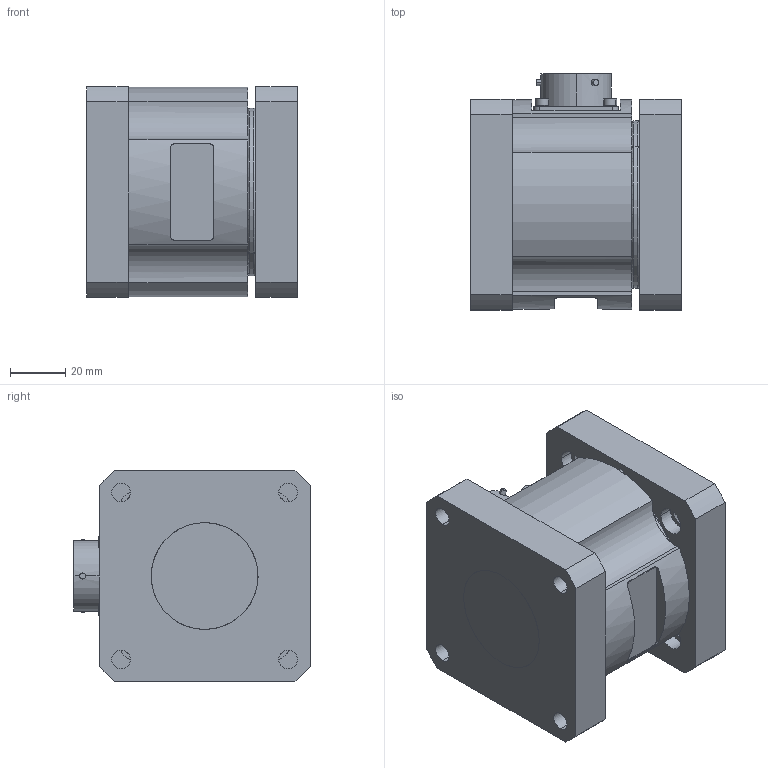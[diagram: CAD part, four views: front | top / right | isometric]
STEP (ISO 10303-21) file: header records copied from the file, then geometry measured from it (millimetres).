
FILE_DESCRIPTION (( 'STEP AP214' ), '1' );
FILE_NAME ('MC3A.STEP', '2011-01-21T18:04:51', ( ' ' ), ( ' ' ), 'SwSTEP 2.0', 'SolidWorks 2010', '' );
FILE_SCHEMA (( 'AUTOMOTIVE_DESIGN' ));
Length unit declared in the file: inch
Products named in the file (1): MC3A
Bounding box: 76.2 x 85.34 x 76.2 mm (x, y, z)
Volume: 253117.9 mm3; surface area: 71231.2 mm2
Topology: 14 solids, 14 shells, 1026 faces, 2511 edges, 1590 vertices
Faces by surface type: cylinder 640, plane 199, cone 156, bspline 31
Entity records: 51464 total; most frequent: CARTESIAN_POINT 14824, ORIENTED_EDGE 4948, DIRECTION 4814, EDGE_CURVE 2474, AXIS2_PLACEMENT_3D 1946, VERTEX_POINT 1590, EDGE_LOOP 1182, UNCERTAINTY_MEASURE_WITH_UNIT 1042
